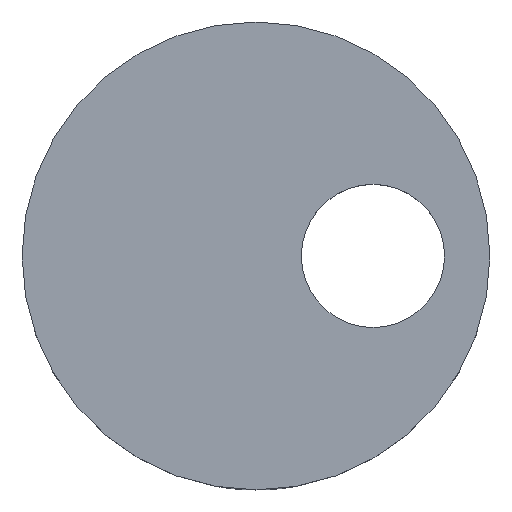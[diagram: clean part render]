
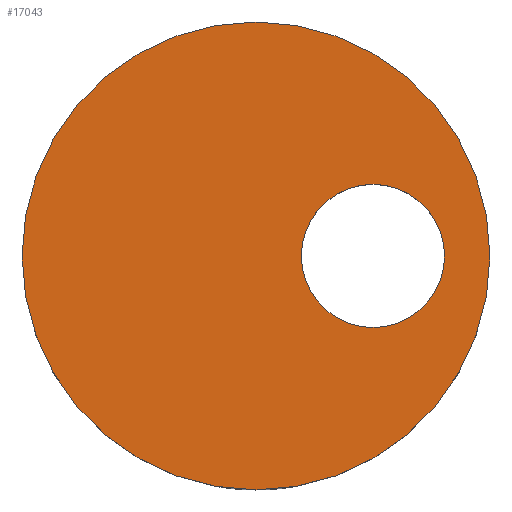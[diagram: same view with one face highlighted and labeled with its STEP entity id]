
A CAD part, top view. The second image highlights one B-rep face of the part: STEP entity #17043.
In plain terms, the highlighted planar face has unit normal (0, 0, 1).
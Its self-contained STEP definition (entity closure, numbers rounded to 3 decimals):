
#155 = AXIS2_PLACEMENT_3D ( 'NONE', #17816, #6901, #2181 ) ;
#449 = CARTESIAN_POINT ( 'NONE',  ( 790., 0., 175. ) ) ;
#576 = DIRECTION ( 'NONE',  ( 0., 0., 1. ) ) ;
#1106 = CARTESIAN_POINT ( 'NONE',  ( 490., 0., 175. ) ) ;
#1988 = DIRECTION ( 'NONE',  ( 1., 0., 0. ) ) ;
#2181 = DIRECTION ( 'NONE',  ( 1., 0., 0. ) ) ;
#2245 = CARTESIAN_POINT ( 'NONE',  ( 0., 0., 175. ) ) ;
#2417 = EDGE_LOOP ( 'NONE', ( #16692, #4112 ) ) ;
#3338 = EDGE_CURVE ( 'NONE', #7727, #18342, #9851, .T. ) ;
#4112 = ORIENTED_EDGE ( 'NONE', *, *, #11499, .F. ) ;
#4154 = EDGE_CURVE ( 'NONE', #18444, #16417, #5941, .T. ) ;
#4425 = CARTESIAN_POINT ( 'NONE',  ( 0., 0., 175. ) ) ;
#5696 = ORIENTED_EDGE ( 'NONE', *, *, #3338, .T. ) ;
#5930 = FACE_BOUND ( 'NONE', #2417, .T. ) ;
#5941 = CIRCLE ( 'NONE', #12759, 300. ) ;
#6305 = EDGE_LOOP ( 'NONE', ( #19243, #5696 ) ) ;
#6567 = CIRCLE ( 'NONE', #9801, 980. ) ;
#6901 = DIRECTION ( 'NONE',  ( 0., 0., 1. ) ) ;
#6952 = DIRECTION ( 'NONE',  ( 0., 0., 1. ) ) ;
#7186 = AXIS2_PLACEMENT_3D ( 'NONE', #1106, #10389, #10681 ) ;
#7233 = CARTESIAN_POINT ( 'NONE',  ( -980., 0., 175. ) ) ;
#7727 = VERTEX_POINT ( 'NONE', #16881 ) ;
#8485 = DIRECTION ( 'NONE',  ( 0., 0., 1. ) ) ;
#9801 = AXIS2_PLACEMENT_3D ( 'NONE', #2245, #8485, #11532 ) ;
#9851 = CIRCLE ( 'NONE', #155, 980. ) ;
#10389 = DIRECTION ( 'NONE',  ( 0., 0., 1. ) ) ;
#10681 = DIRECTION ( 'NONE',  ( 1., 0., 0. ) ) ;
#10739 = CIRCLE ( 'NONE', #7186, 300. ) ;
#11499 = EDGE_CURVE ( 'NONE', #16417, #18444, #10739, .T. ) ;
#11532 = DIRECTION ( 'NONE',  ( 1., 0., 0. ) ) ;
#12113 = FACE_OUTER_BOUND ( 'NONE', #6305, .T. ) ;
#12759 = AXIS2_PLACEMENT_3D ( 'NONE', #13528, #6952, #16453 ) ;
#13528 = CARTESIAN_POINT ( 'NONE',  ( 490., 0., 175. ) ) ;
#14035 = EDGE_CURVE ( 'NONE', #18342, #7727, #6567, .T. ) ;
#16417 = VERTEX_POINT ( 'NONE', #17318 ) ;
#16453 = DIRECTION ( 'NONE',  ( 1., 0., 0. ) ) ;
#16692 = ORIENTED_EDGE ( 'NONE', *, *, #4154, .F. ) ;
#16881 = CARTESIAN_POINT ( 'NONE',  ( 980., 0., 175. ) ) ;
#17043 = ADVANCED_FACE ( 'NONE', ( #5930, #12113 ), #18266, .T. ) ;
#17318 = CARTESIAN_POINT ( 'NONE',  ( 190., 0., 175. ) ) ;
#17544 = AXIS2_PLACEMENT_3D ( 'NONE', #4425, #576, #1988 ) ;
#17816 = CARTESIAN_POINT ( 'NONE',  ( 0., 0., 175. ) ) ;
#18266 = PLANE ( 'NONE',  #17544 ) ;
#18342 = VERTEX_POINT ( 'NONE', #7233 ) ;
#18444 = VERTEX_POINT ( 'NONE', #449 ) ;
#19243 = ORIENTED_EDGE ( 'NONE', *, *, #14035, .T. ) ;
